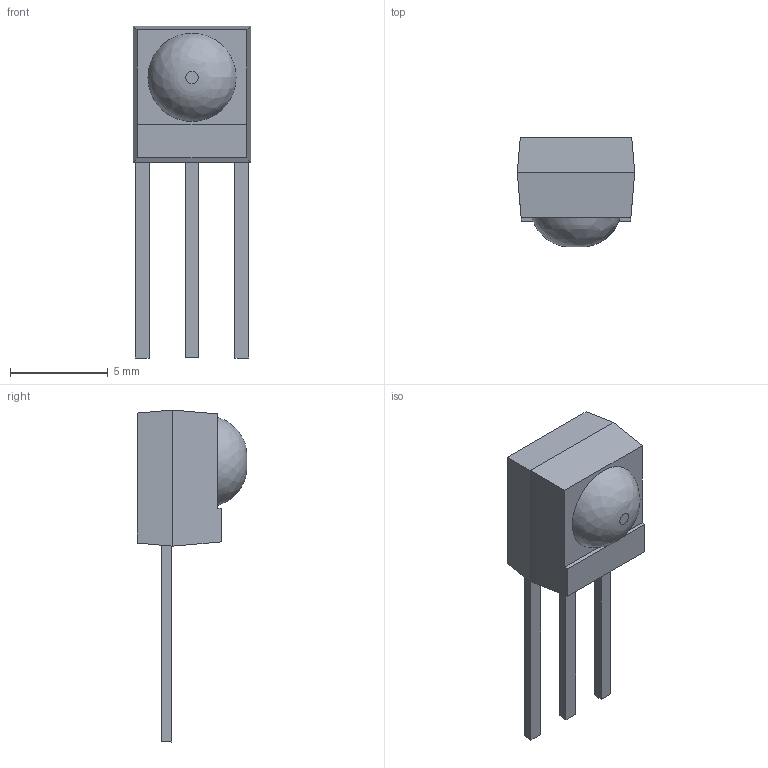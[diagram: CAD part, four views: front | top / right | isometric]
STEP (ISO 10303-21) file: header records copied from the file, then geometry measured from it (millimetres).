
FILE_DESCRIPTION(/* description */ (''),/* implementation_level */ '2;1');
FILE_NAME(/* name */ 'IR_TSOP32238.step',/* time_stamp */ '2024-10-28T17:58:04+06:00',/* author */ (''),/* organization */ (''),/* preprocessor_version */ 'ST-DEVELOPER v20',/* originating_system */ 'Autodesk Translation Framework v13.20.0.188',/* authorisation */ '');
FILE_SCHEMA (('AUTOMOTIVE_DESIGN { 1 0 10303 214 3 1 1 }'));
Length unit declared in the file: millimetre
Products named in the file (1): IR_TSOP32238
Bounding box: 6 x 5.6 x 16.95 mm (x, y, z)
Volume: 187.6 mm3; surface area: 296.4 mm2
Topology: 5 solids, 5 shells, 35 faces, 68 edges, 44 vertices
Faces by surface type: plane 33, cylinder 1, bspline 1
Full cylindrical faces by diameter (mm): 4.563 x1
Entity records: 947 total; most frequent: CARTESIAN_POINT 174, DIRECTION 143, ORIENTED_EDGE 136, EDGE_CURVE 68, LINE 63, VECTOR 63, VERTEX_POINT 44, AXIS2_PLACEMENT_3D 40
